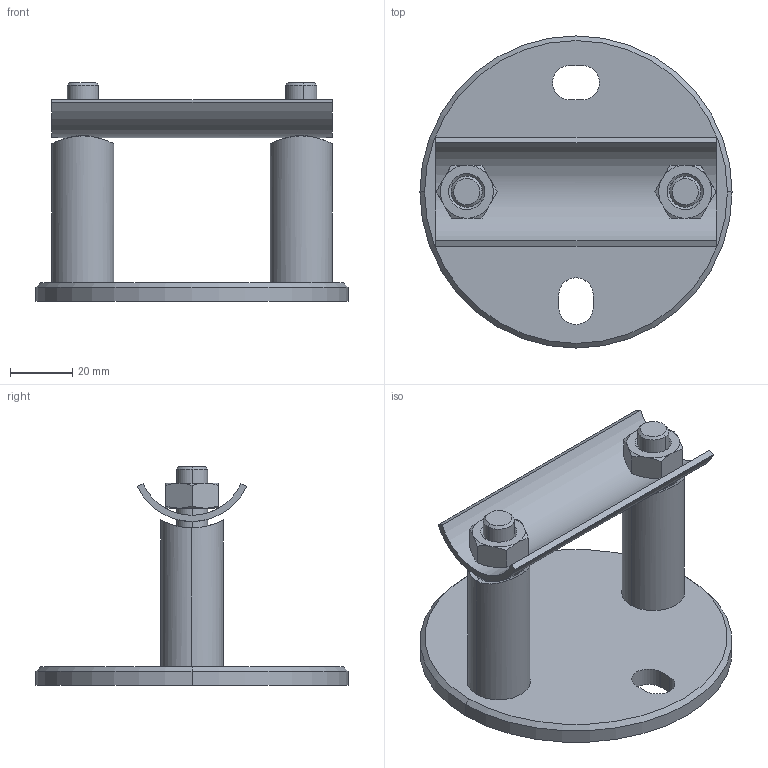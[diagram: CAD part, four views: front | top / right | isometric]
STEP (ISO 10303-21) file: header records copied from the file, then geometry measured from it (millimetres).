
FILE_DESCRIPTION (( 'STEP AP203' ), '1' );
FILE_NAME ('A6_021-6-A_C.STEP', '2019-02-05T06:51:39', ( '' ), ( '' ), 'SwSTEP 2.0', 'SolidWorks 2018', '' );
FILE_SCHEMA (( 'CONFIG_CONTROL_DESIGN' ));
Length unit declared in the file: millimetre
Products named in the file (7): A6_021-6-A_C; Skrutka DIN 7991 ZINK._Skrutka M10x 70; A6_021-6-A_C.P3; A6_021-6-A_C.P2; A6_021-6-A_C.P2_skupina; A6_021-6-A_C.P1; MATICA DIN 934_MATICA M10
Assembly tree (9 placements, depth 3):
  A6_021-6-A_C
    A6_021-6-A_C.P1
    A6_021-6-A_C.P3  x2
    Skrutka DIN 7991 ZINK._Skrutka M10x 70  x2
    A6_021-6-A_C.P2_skupina
      A6_021-6-A_C.P2
      MATICA DIN 934_MATICA M10  x2
Bounding box: 100 x 100 x 70.1 mm (x, y, z)
Volume: 72794.2 mm3; surface area: 43858.8 mm2
Topology: 8 solids, 8 shells, 143 faces, 337 edges, 212 vertices
Faces by surface type: cylinder 49, plane 48, cone 46
Entity records: 4077 total; most frequent: CARTESIAN_POINT 1080, DIRECTION 473, ORIENTED_EDGE 438, EDGE_CURVE 219, AXIS2_PLACEMENT_3D 184, VERTEX_POINT 138, EDGE_LOOP 111, LINE 105
